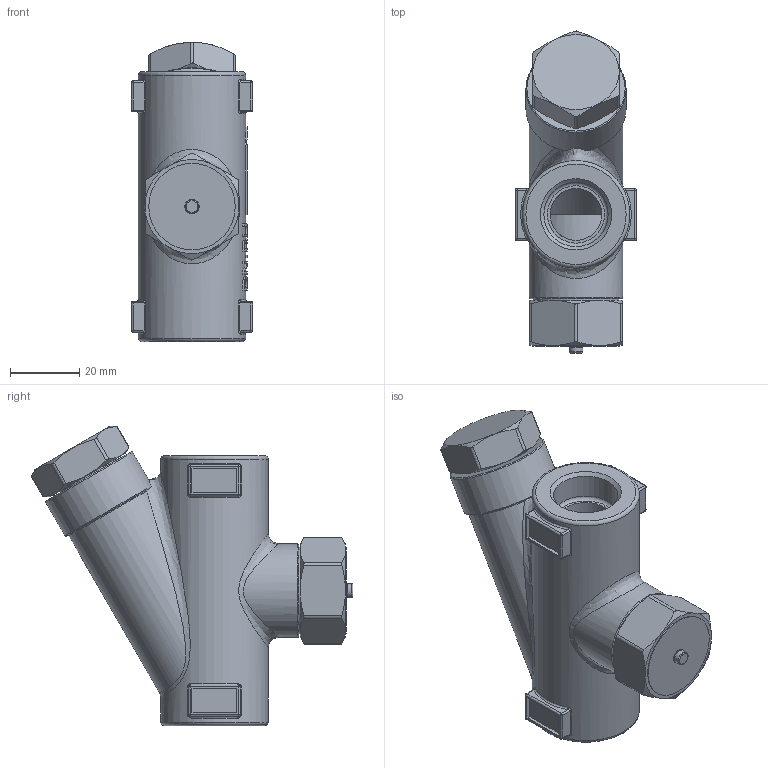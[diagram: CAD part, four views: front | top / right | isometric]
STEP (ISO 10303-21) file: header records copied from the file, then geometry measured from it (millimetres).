
FILE_DESCRIPTION(/* description */ (''),/* implementation_level */ '2;1');
FILE_NAME(/* name */ 'DN15_3D_STEP.stp',/* time_stamp */ '2025-11-26T00:38:35+03:00',/* author */ ('igorr'),/* organization */ (''),/* preprocessor_version */ 'ST-DEVELOPER v20',/* originating_system */ 'Autodesk Inventor 2025',/* authorisation */ '');
FILE_SCHEMA (('AUTOMOTIVE_DESIGN { 1 0 10303 214 3 1 1 }'));
Length unit declared in the file: millimetre
Products named in the file (1): Деталь1
Bounding box: 35 x 93 x 86.45 mm (x, y, z)
Volume: 96042.9 mm3; surface area: 19812.5 mm2
Topology: 1 solids, 2 shells, 284 faces, 672 edges, 420 vertices
Faces by surface type: plane 114, cylinder 79, bspline 41, torus 18, cone 16, sphere 16
Full cylindrical faces by diameter (mm): 3 x1, 4 x1, 4.2 x1, 15 x2, 18.6 x2, 19 x1, 25 x2, 27 x1, 29 x1, 31 x1
Entity records: 10310 total; most frequent: CARTESIAN_POINT 3708, ORIENTED_EDGE 1344, DIRECTION 1227, EDGE_CURVE 672, AXIS2_PLACEMENT_3D 467, VERTEX_POINT 420, EDGE_LOOP 312, LINE 293
